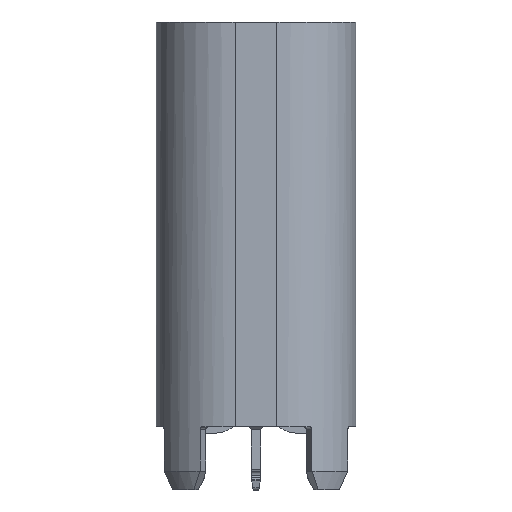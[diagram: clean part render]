
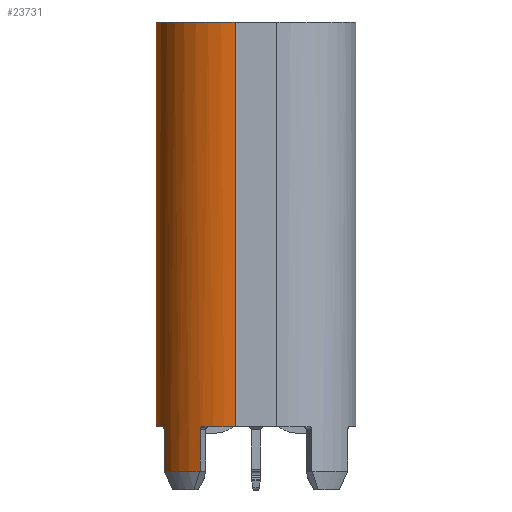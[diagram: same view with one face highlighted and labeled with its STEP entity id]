
A CAD part, left-side view. The second image highlights one B-rep face of the part: STEP entity #23731.
In plain terms, the highlighted cylindrical face has radius 1.25 mm (diameter 2.5 mm), a partial arc.
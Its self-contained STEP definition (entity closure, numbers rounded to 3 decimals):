
#695 = VECTOR ( 'NONE', #19822, 1000. ) ;
#1790 = CARTESIAN_POINT ( 'NONE',  ( 3.725, 1.474, 5.85 ) ) ;
#2387 = CARTESIAN_POINT ( 'NONE',  ( 3.301, 1.577, 5.85 ) ) ;
#2530 = LINE ( 'NONE', #17046, #30795 ) ;
#2654 = CARTESIAN_POINT ( 'NONE',  ( 4.348, 0.868, 5.86 ) ) ;
#3139 = DIRECTION ( 'NONE',  ( 0., 0., -1. ) ) ;
#3675 = B_SPLINE_CURVE_WITH_KNOTS ( 'NONE', 3,
 ( #13571, #34167, #27880, #5409, #19856, #25457, #10834, #2654, #22730, #31149, #25338, #16491, #8325 ),
 .UNSPECIFIED., .F., .F.,
 ( 4, 3, 3, 3, 4 ),
 ( 0., 0.02, 0.039, 0.059, 0.079 ),
 .UNSPECIFIED. ) ;
#3735 = VECTOR ( 'NONE', #3755, 1000. ) ;
#3755 = DIRECTION ( 'NONE',  ( 0., 0., -1. ) ) ;
#4001 = EDGE_CURVE ( 'NONE', #21182, #14593, #27025, .T. ) ;
#4389 = AXIS2_PLACEMENT_3D ( 'NONE', #35276, #26950, #12311 ) ;
#4572 = CIRCLE ( 'NONE', #12866, 1.25 ) ;
#4576 = CARTESIAN_POINT ( 'NONE',  ( 3.277, 1.579, 5.847 ) ) ;
#4610 = CIRCLE ( 'NONE', #18534, 1.25 ) ;
#5090 = CARTESIAN_POINT ( 'NONE',  ( 3.731, 1.471, 5.85 ) ) ;
#5259 = EDGE_CURVE ( 'NONE', #9872, #11923, #26775, .T. ) ;
#5409 = CARTESIAN_POINT ( 'NONE',  ( 4.342, 0.882, 5.881 ) ) ;
#6340 = EDGE_CURVE ( 'NONE', #19641, #23275, #6532, .T. ) ;
#6351 = CARTESIAN_POINT ( 'NONE',  ( 4.34, 0.885, 6.55 ) ) ;
#6532 = LINE ( 'NONE', #33255, #695 ) ;
#8004 = CARTESIAN_POINT ( 'NONE',  ( 3.236, 1.58, 5.826 ) ) ;
#8005 = CARTESIAN_POINT ( 'NONE',  ( 3.761, 1.457, 5.869 ) ) ;
#8174 = ORIENTED_EDGE ( 'NONE', *, *, #27221, .F. ) ;
#8325 = CARTESIAN_POINT ( 'NONE',  ( 4.361, 0.84, 5.85 ) ) ;
#8971 = CARTESIAN_POINT ( 'NONE',  ( 3.22, 0.33, 5.85 ) ) ;
#9122 = DIRECTION ( 'NONE',  ( -1., 0., 0. ) ) ;
#9241 = EDGE_CURVE ( 'NONE', #14593, #29043, #29648, .T. ) ;
#9280 = VERTEX_POINT ( 'NONE', #36068 ) ;
#9462 = CARTESIAN_POINT ( 'NONE',  ( 4.34, 0.885, 0. ) ) ;
#9872 = VERTEX_POINT ( 'NONE', #2387 ) ;
#10060 = VERTEX_POINT ( 'NONE', #6351 ) ;
#10523 = AXIS2_PLACEMENT_3D ( 'NONE', #8971, #26362, #14742 ) ;
#10834 = CARTESIAN_POINT ( 'NONE',  ( 4.346, 0.872, 5.865 ) ) ;
#11377 = CARTESIAN_POINT ( 'NONE',  ( 3.22, 1.58, 5.809 ) ) ;
#11384 = ORIENTED_EDGE ( 'NONE', *, *, #5259, .F. ) ;
#11423 = LINE ( 'NONE', #9462, #3735 ) ;
#11721 = ORIENTED_EDGE ( 'NONE', *, *, #6340, .T. ) ;
#11923 = VERTEX_POINT ( 'NONE', #34356 ) ;
#12311 = DIRECTION ( 'NONE',  ( 1., 0., 0. ) ) ;
#12866 = AXIS2_PLACEMENT_3D ( 'NONE', #23377, #26237, #29164 ) ;
#12969 = CARTESIAN_POINT ( 'NONE',  ( 4.47, 0.33, 5.85 ) ) ;
#13249 = CARTESIAN_POINT ( 'NONE',  ( 3.249, 1.58, 5.836 ) ) ;
#13377 = CARTESIAN_POINT ( 'NONE',  ( 3.285, 1.578, 5.849 ) ) ;
#13559 = EDGE_CURVE ( 'NONE', #30802, #19629, #3675, .T. ) ;
#13571 = CARTESIAN_POINT ( 'NONE',  ( 4.34, 0.885, 5.9 ) ) ;
#13769 = CARTESIAN_POINT ( 'NONE',  ( 3.725, 1.474, 5.85 ) ) ;
#14593 = VERTEX_POINT ( 'NONE', #30909 ) ;
#14690 = ORIENTED_EDGE ( 'NONE', *, *, #34146, .T. ) ;
#14742 = DIRECTION ( 'NONE',  ( 1., 0., 0. ) ) ;
#16314 = CIRCLE ( 'NONE', #4389, 1.25 ) ;
#16491 = CARTESIAN_POINT ( 'NONE',  ( 4.359, 0.846, 5.85 ) ) ;
#16544 = CARTESIAN_POINT ( 'NONE',  ( 3.737, 1.468, 5.851 ) ) ;
#16675 = CARTESIAN_POINT ( 'NONE',  ( 3.769, 1.453, 5.887 ) ) ;
#16879 = EDGE_CURVE ( 'NONE', #9280, #23275, #16314, .T. ) ;
#17046 = CARTESIAN_POINT ( 'NONE',  ( 3.22, 1.58, 0. ) ) ;
#17577 = ORIENTED_EDGE ( 'NONE', *, *, #16879, .F. ) ;
#17762 = DIRECTION ( 'NONE',  ( 0., 0., -1. ) ) ;
#17889 = CARTESIAN_POINT ( 'NONE',  ( 3.22, 0.33, 6.55 ) ) ;
#18111 = CARTESIAN_POINT ( 'NONE',  ( 4.47, 0.33, -0.55 ) ) ;
#18534 = AXIS2_PLACEMENT_3D ( 'NONE', #17889, #17762, #9122 ) ;
#19033 = CARTESIAN_POINT ( 'NONE',  ( 3.225, 1.58, 5.816 ) ) ;
#19412 = CARTESIAN_POINT ( 'NONE',  ( 3.255, 1.579, 5.839 ) ) ;
#19414 = CARTESIAN_POINT ( 'NONE',  ( 3.77, 1.452, 5.9 ) ) ;
#19540 = CARTESIAN_POINT ( 'NONE',  ( 3.753, 1.461, 5.86 ) ) ;
#19545 = ORIENTED_EDGE ( 'NONE', *, *, #13559, .T. ) ;
#19629 = VERTEX_POINT ( 'NONE', #24502 ) ;
#19641 = VERTEX_POINT ( 'NONE', #12969 ) ;
#19778 = ORIENTED_EDGE ( 'NONE', *, *, #9241, .T. ) ;
#19822 = DIRECTION ( 'NONE',  ( 0., 0., -1. ) ) ;
#19856 = CARTESIAN_POINT ( 'NONE',  ( 4.343, 0.879, 5.875 ) ) ;
#20830 = EDGE_CURVE ( 'NONE', #9872, #21182, #4572, .T. ) ;
#21182 = VERTEX_POINT ( 'NONE', #1790 ) ;
#21467 = EDGE_LOOP ( 'NONE', ( #30294, #24280, #19778, #27757, #14690, #19545, #27343, #11721, #17577, #8174, #11384 ) ) ;
#21790 = CARTESIAN_POINT ( 'NONE',  ( 3.301, 1.577, 5.85 ) ) ;
#22301 = CARTESIAN_POINT ( 'NONE',  ( 3.767, 1.454, 5.881 ) ) ;
#22730 = CARTESIAN_POINT ( 'NONE',  ( 4.351, 0.863, 5.856 ) ) ;
#23275 = VERTEX_POINT ( 'NONE', #18111 ) ;
#23366 = CIRCLE ( 'NONE', #10523, 1.25 ) ;
#23377 = CARTESIAN_POINT ( 'NONE',  ( 3.22, 0.33, 5.85 ) ) ;
#23731 = ADVANCED_FACE ( 'NONE', ( #37154 ), #34452, .T. ) ;
#24280 = ORIENTED_EDGE ( 'NONE', *, *, #4001, .T. ) ;
#24502 = CARTESIAN_POINT ( 'NONE',  ( 4.361, 0.84, 5.85 ) ) ;
#24906 = CARTESIAN_POINT ( 'NONE',  ( 3.27, 1.579, 5.845 ) ) ;
#25146 = CARTESIAN_POINT ( 'NONE',  ( 3.242, 1.58, 5.831 ) ) ;
#25338 = CARTESIAN_POINT ( 'NONE',  ( 4.356, 0.852, 5.851 ) ) ;
#25457 = CARTESIAN_POINT ( 'NONE',  ( 4.344, 0.876, 5.869 ) ) ;
#26237 = DIRECTION ( 'NONE',  ( 0., 0., -1. ) ) ;
#26324 = DIRECTION ( 'NONE',  ( 1., 0., 0. ) ) ;
#26362 = DIRECTION ( 'NONE',  ( 0., 0., -1. ) ) ;
#26775 = B_SPLINE_CURVE_WITH_KNOTS ( 'NONE', 3,
 ( #21790, #30831, #13377, #4576, #24906, #36240, #19412, #13249, #25146, #8004, #33339, #19033, #11377 ),
 .UNSPECIFIED., .F., .F.,
 ( 4, 3, 3, 3, 4 ),
 ( 0., 0.023, 0.047, 0.07, 0.094 ),
 .UNSPECIFIED. ) ;
#26950 = DIRECTION ( 'NONE',  ( 0., 0., -1. ) ) ;
#27025 = B_SPLINE_CURVE_WITH_KNOTS ( 'NONE', 3,
 ( #13769, #5090, #16544, #33730, #28060, #19540, #36634, #8005, #30957, #22301, #16675, #33855, #19414 ),
 .UNSPECIFIED., .F., .F.,
 ( 4, 3, 3, 3, 4 ),
 ( 0., 0.02, 0.039, 0.059, 0.079 ),
 .UNSPECIFIED. ) ;
#27221 = EDGE_CURVE ( 'NONE', #11923, #9280, #2530, .T. ) ;
#27343 = ORIENTED_EDGE ( 'NONE', *, *, #30999, .T. ) ;
#27630 = CARTESIAN_POINT ( 'NONE',  ( 3.77, 1.452, 0. ) ) ;
#27757 = ORIENTED_EDGE ( 'NONE', *, *, #35253, .T. ) ;
#27852 = VECTOR ( 'NONE', #33299, 1000. ) ;
#27880 = CARTESIAN_POINT ( 'NONE',  ( 4.341, 0.884, 5.887 ) ) ;
#28060 = CARTESIAN_POINT ( 'NONE',  ( 3.748, 1.463, 5.856 ) ) ;
#28190 = DIRECTION ( 'NONE',  ( 0., 0., -1. ) ) ;
#29043 = VERTEX_POINT ( 'NONE', #33210 ) ;
#29164 = DIRECTION ( 'NONE',  ( 1., 0., 0. ) ) ;
#29648 = LINE ( 'NONE', #27630, #27852 ) ;
#30294 = ORIENTED_EDGE ( 'NONE', *, *, #20830, .T. ) ;
#30795 = VECTOR ( 'NONE', #28190, 1000. ) ;
#30802 = VERTEX_POINT ( 'NONE', #31404 ) ;
#30831 = CARTESIAN_POINT ( 'NONE',  ( 3.293, 1.578, 5.85 ) ) ;
#30909 = CARTESIAN_POINT ( 'NONE',  ( 3.77, 1.452, 5.9 ) ) ;
#30957 = CARTESIAN_POINT ( 'NONE',  ( 3.764, 1.455, 5.875 ) ) ;
#30999 = EDGE_CURVE ( 'NONE', #19629, #19641, #23366, .T. ) ;
#31149 = CARTESIAN_POINT ( 'NONE',  ( 4.353, 0.857, 5.854 ) ) ;
#31404 = CARTESIAN_POINT ( 'NONE',  ( 4.34, 0.885, 5.9 ) ) ;
#31899 = CARTESIAN_POINT ( 'NONE',  ( 3.22, 0.33, 0. ) ) ;
#32666 = AXIS2_PLACEMENT_3D ( 'NONE', #31899, #3139, #26324 ) ;
#33210 = CARTESIAN_POINT ( 'NONE',  ( 3.77, 1.452, 6.55 ) ) ;
#33255 = CARTESIAN_POINT ( 'NONE',  ( 4.47, 0.33, 0. ) ) ;
#33299 = DIRECTION ( 'NONE',  ( 0., 0., 1. ) ) ;
#33339 = CARTESIAN_POINT ( 'NONE',  ( 3.23, 1.58, 5.821 ) ) ;
#33730 = CARTESIAN_POINT ( 'NONE',  ( 3.742, 1.466, 5.854 ) ) ;
#33855 = CARTESIAN_POINT ( 'NONE',  ( 3.77, 1.452, 5.893 ) ) ;
#34146 = EDGE_CURVE ( 'NONE', #10060, #30802, #11423, .T. ) ;
#34167 = CARTESIAN_POINT ( 'NONE',  ( 4.34, 0.885, 5.893 ) ) ;
#34356 = CARTESIAN_POINT ( 'NONE',  ( 3.22, 1.58, 5.809 ) ) ;
#34452 = CYLINDRICAL_SURFACE ( 'NONE', #32666, 1.25 ) ;
#35253 = EDGE_CURVE ( 'NONE', #29043, #10060, #4610, .T. ) ;
#35276 = CARTESIAN_POINT ( 'NONE',  ( 3.22, 0.33, -0.55 ) ) ;
#36068 = CARTESIAN_POINT ( 'NONE',  ( 3.22, 1.58, -0.55 ) ) ;
#36240 = CARTESIAN_POINT ( 'NONE',  ( 3.262, 1.579, 5.843 ) ) ;
#36634 = CARTESIAN_POINT ( 'NONE',  ( 3.757, 1.459, 5.865 ) ) ;
#37154 = FACE_OUTER_BOUND ( 'NONE', #21467, .T. ) ;
